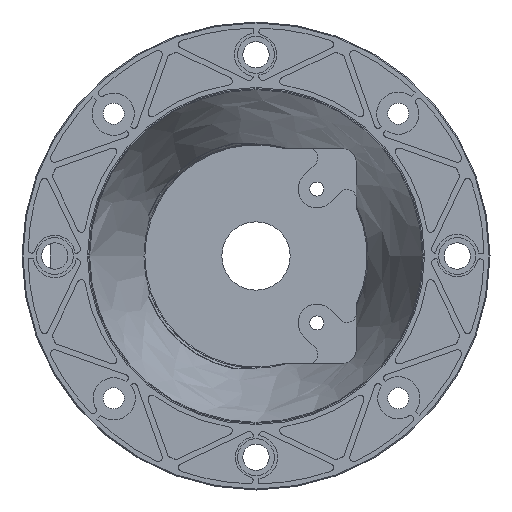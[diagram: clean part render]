
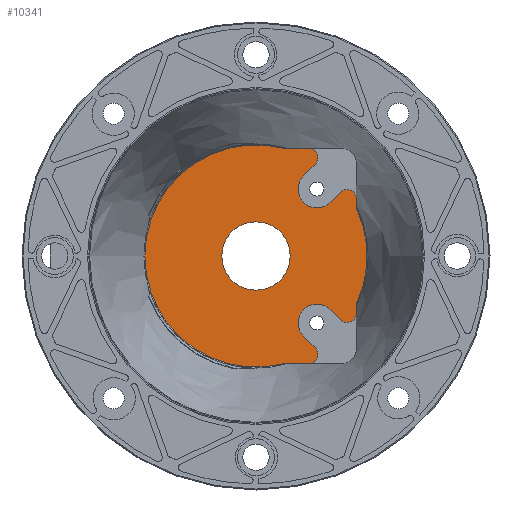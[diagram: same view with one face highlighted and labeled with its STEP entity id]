
A CAD part, left-side view. The second image highlights one B-rep face of the part: STEP entity #10341.
In plain terms, the highlighted planar face has unit normal (-1, 0, 0).
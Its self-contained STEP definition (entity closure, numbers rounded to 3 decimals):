
#2995=CARTESIAN_POINT('',(172.396,217.325,0.));
#2996=VERTEX_POINT('',#2995);
#3004=CARTESIAN_POINT('',(172.396,143.439,-57.573));
#3005=VERTEX_POINT('',#3004);
#3006=CARTESIAN_POINT('',(172.396,157.951,0.));
#3007=DIRECTION('',(1.,0.,0.));
#3008=DIRECTION('',(-0.,1.,0.));
#3009=AXIS2_PLACEMENT_3D('',#3006,#3007,#3008);
#3010=CIRCLE('',#3009,59.374);
#3011=EDGE_CURVE('',#3005,#2996,#3010,.T.);
#3147=CARTESIAN_POINT('',(172.396,143.439,57.573));
#3148=VERTEX_POINT('',#3147);
#3157=CARTESIAN_POINT('',(172.396,157.951,0.));
#3158=DIRECTION('',(1.,0.,0.));
#3159=DIRECTION('',(-0.,1.,0.));
#3160=AXIS2_PLACEMENT_3D('',#3157,#3158,#3159);
#3161=CIRCLE('',#3160,59.374);
#3162=EDGE_CURVE('',#2996,#3148,#3161,.T.);
#3269=CARTESIAN_POINT('',(172.396,104.016,24.825));
#3270=VERTEX_POINT('',#3269);
#3283=CARTESIAN_POINT('',(172.396,104.016,-24.825));
#3284=VERTEX_POINT('',#3283);
#3295=CARTESIAN_POINT('',(172.396,157.951,0.));
#3296=DIRECTION('',(1.,0.,0.));
#3297=DIRECTION('',(-0.,1.,0.));
#3298=AXIS2_PLACEMENT_3D('',#3295,#3296,#3297);
#3299=CIRCLE('',#3298,59.374);
#3300=EDGE_CURVE('',#3270,#3284,#3299,.T.);
#3747=CARTESIAN_POINT('',(172.396,104.451,27.589));
#3748=VERTEX_POINT('',#3747);
#3755=CARTESIAN_POINT('',(172.396,95.451,27.589));
#3756=DIRECTION('',(1.,0.,-0.));
#3757=DIRECTION('',(0.,0.,1.));
#3758=AXIS2_PLACEMENT_3D('',#3755,#3756,#3757);
#3759=CIRCLE('',#3758,9.);
#3760=EDGE_CURVE('',#3270,#3748,#3759,.T.);
#3787=CARTESIAN_POINT('',(172.396,104.451,30.537));
#3788=VERTEX_POINT('',#3787);
#3795=CARTESIAN_POINT('',(172.396,104.451,27.589));
#3796=DIRECTION('',(0.,-0.,1.));
#3797=VECTOR('',#3796,2.948);
#3798=LINE('',#3795,#3797);
#3799=EDGE_CURVE('',#3748,#3788,#3798,.T.);
#3837=CARTESIAN_POINT('',(172.396,142.293,57.5));
#3838=VERTEX_POINT('',#3837);
#3845=CARTESIAN_POINT('',(172.396,129.914,57.5));
#3846=VERTEX_POINT('',#3845);
#3847=CARTESIAN_POINT('',(172.396,129.914,57.5));
#3848=DIRECTION('',(0.,1.,0.));
#3849=VECTOR('',#3848,12.379);
#3850=LINE('',#3847,#3849);
#3851=EDGE_CURVE('',#3846,#3838,#3850,.T.);
#3878=CARTESIAN_POINT('',(172.396,142.293,66.5));
#3879=DIRECTION('',(1.,0.,-0.));
#3880=DIRECTION('',(0.,0.,1.));
#3881=AXIS2_PLACEMENT_3D('',#3878,#3879,#3880);
#3882=CIRCLE('',#3881,9.);
#3883=EDGE_CURVE('',#3838,#3148,#3882,.T.);
#3894=CARTESIAN_POINT('',(172.396,142.293,-57.5));
#3895=VERTEX_POINT('',#3894);
#3902=CARTESIAN_POINT('',(172.396,142.293,-66.5));
#3903=DIRECTION('',(1.,0.,-0.));
#3904=DIRECTION('',(0.,0.,1.));
#3905=AXIS2_PLACEMENT_3D('',#3902,#3903,#3904);
#3906=CIRCLE('',#3905,9.);
#3907=EDGE_CURVE('',#3005,#3895,#3906,.T.);
#3935=CARTESIAN_POINT('',(172.396,129.914,-57.5));
#3936=VERTEX_POINT('',#3935);
#3943=CARTESIAN_POINT('',(172.396,142.293,-57.5));
#3944=DIRECTION('',(0.,-1.,-0.));
#3945=VECTOR('',#3944,12.379);
#3946=LINE('',#3943,#3945);
#3947=EDGE_CURVE('',#3895,#3936,#3946,.T.);
#3984=CARTESIAN_POINT('',(172.396,104.451,-27.589));
#3985=VERTEX_POINT('',#3984);
#3992=CARTESIAN_POINT('',(172.396,104.451,-30.537));
#3993=VERTEX_POINT('',#3992);
#3994=CARTESIAN_POINT('',(172.396,104.451,-30.537));
#3995=DIRECTION('',(0.,0.,1.));
#3996=VECTOR('',#3995,2.948);
#3997=LINE('',#3994,#3996);
#3998=EDGE_CURVE('',#3993,#3985,#3997,.T.);
#4026=CARTESIAN_POINT('',(172.396,95.451,-27.589));
#4027=DIRECTION('',(1.,0.,-0.));
#4028=DIRECTION('',(0.,0.,1.));
#4029=AXIS2_PLACEMENT_3D('',#4026,#4027,#4028);
#4030=CIRCLE('',#4029,9.);
#4031=EDGE_CURVE('',#3985,#3284,#4030,.T.);
#9893=CARTESIAN_POINT('',(172.396,132.522,42.821));
#9894=VERTEX_POINT('',#9893);
#9903=CARTESIAN_POINT('',(172.396,118.38,28.679));
#9904=VERTEX_POINT('',#9903);
#9905=CARTESIAN_POINT('',(172.396,125.451,35.75));
#9906=DIRECTION('',(-1.,0.,0.));
#9907=DIRECTION('',(0.,0.,1.));
#9908=AXIS2_PLACEMENT_3D('',#9905,#9906,#9907);
#9909=CIRCLE('',#9908,10.);
#9910=EDGE_CURVE('',#9894,#9904,#9909,.T.);
#9936=CARTESIAN_POINT('',(172.396,112.987,34.072));
#9937=VERTEX_POINT('',#9936);
#9938=CARTESIAN_POINT('',(172.396,118.38,28.679));
#9939=DIRECTION('',(0.,-0.707,0.707));
#9940=VECTOR('',#9939,7.627);
#9941=LINE('',#9938,#9940);
#9942=EDGE_CURVE('',#9904,#9937,#9941,.T.);
#9966=CARTESIAN_POINT('',(172.396,109.451,30.537));
#9967=DIRECTION('',(1.,0.,-0.));
#9968=DIRECTION('',(0.,0.,1.));
#9969=AXIS2_PLACEMENT_3D('',#9966,#9967,#9968);
#9970=CIRCLE('',#9969,5.);
#9971=EDGE_CURVE('',#9937,#3788,#9970,.T.);
#9991=CARTESIAN_POINT('',(172.396,126.379,48.964));
#9992=VERTEX_POINT('',#9991);
#9993=CARTESIAN_POINT('',(172.396,129.914,52.5));
#9994=DIRECTION('',(1.,0.,-0.));
#9995=DIRECTION('',(0.,0.,1.));
#9996=AXIS2_PLACEMENT_3D('',#9993,#9994,#9995);
#9997=CIRCLE('',#9996,5.);
#9998=EDGE_CURVE('',#3846,#9992,#9997,.T.);
#10030=CARTESIAN_POINT('',(172.396,126.379,48.964));
#10031=DIRECTION('',(0.,0.707,-0.707));
#10032=VECTOR('',#10031,8.688);
#10033=LINE('',#10030,#10032);
#10034=EDGE_CURVE('',#9992,#9894,#10033,.T.);
#10072=CARTESIAN_POINT('',(172.396,132.522,-42.821));
#10073=VERTEX_POINT('',#10072);
#10082=CARTESIAN_POINT('',(172.396,126.379,-48.964));
#10083=VERTEX_POINT('',#10082);
#10084=CARTESIAN_POINT('',(172.396,132.522,-42.821));
#10085=DIRECTION('',(0.,-0.707,-0.707));
#10086=VECTOR('',#10085,8.688);
#10087=LINE('',#10084,#10086);
#10088=EDGE_CURVE('',#10073,#10083,#10087,.T.);
#10112=CARTESIAN_POINT('',(172.396,129.914,-52.5));
#10113=DIRECTION('',(1.,0.,-0.));
#10114=DIRECTION('',(0.,0.,1.));
#10115=AXIS2_PLACEMENT_3D('',#10112,#10113,#10114);
#10116=CIRCLE('',#10115,5.);
#10117=EDGE_CURVE('',#10083,#3936,#10116,.T.);
#10137=CARTESIAN_POINT('',(172.396,112.987,-34.072));
#10138=VERTEX_POINT('',#10137);
#10139=CARTESIAN_POINT('',(172.396,109.451,-30.537));
#10140=DIRECTION('',(1.,0.,-0.));
#10141=DIRECTION('',(0.,0.,1.));
#10142=AXIS2_PLACEMENT_3D('',#10139,#10140,#10141);
#10143=CIRCLE('',#10142,5.);
#10144=EDGE_CURVE('',#3993,#10138,#10143,.T.);
#10170=CARTESIAN_POINT('',(172.396,118.38,-28.679));
#10171=VERTEX_POINT('',#10170);
#10172=CARTESIAN_POINT('',(172.396,112.987,-34.072));
#10173=DIRECTION('',(0.,0.707,0.707));
#10174=VECTOR('',#10173,7.627);
#10175=LINE('',#10172,#10174);
#10176=EDGE_CURVE('',#10138,#10171,#10175,.T.);
#10208=CARTESIAN_POINT('',(172.396,125.451,-35.75));
#10209=DIRECTION('',(-1.,0.,0.));
#10210=DIRECTION('',(0.,0.,1.));
#10211=AXIS2_PLACEMENT_3D('',#10208,#10209,#10210);
#10212=CIRCLE('',#10211,10.);
#10213=EDGE_CURVE('',#10171,#10073,#10212,.T.);
#10302=CARTESIAN_POINT('',(172.396,217.336,-59.385));
#10303=DIRECTION('',(1.,0.,0.));
#10304=DIRECTION('',(0.,0.,1.));
#10305=AXIS2_PLACEMENT_3D('',#10302,#10303,#10304);
#10306=PLANE('',#10305);
#10307=ORIENTED_EDGE('',*,*,#3162,.T.);
#10308=ORIENTED_EDGE('',*,*,#3883,.F.);
#10309=ORIENTED_EDGE('',*,*,#3851,.F.);
#10310=ORIENTED_EDGE('',*,*,#9998,.T.);
#10311=ORIENTED_EDGE('',*,*,#10034,.T.);
#10312=ORIENTED_EDGE('',*,*,#9910,.T.);
#10313=ORIENTED_EDGE('',*,*,#9942,.T.);
#10314=ORIENTED_EDGE('',*,*,#9971,.T.);
#10315=ORIENTED_EDGE('',*,*,#3799,.F.);
#10316=ORIENTED_EDGE('',*,*,#3760,.F.);
#10317=ORIENTED_EDGE('',*,*,#3300,.T.);
#10318=ORIENTED_EDGE('',*,*,#4031,.F.);
#10319=ORIENTED_EDGE('',*,*,#3998,.F.);
#10320=ORIENTED_EDGE('',*,*,#10144,.T.);
#10321=ORIENTED_EDGE('',*,*,#10176,.T.);
#10322=ORIENTED_EDGE('',*,*,#10213,.T.);
#10323=ORIENTED_EDGE('',*,*,#10088,.T.);
#10324=ORIENTED_EDGE('',*,*,#10117,.T.);
#10325=ORIENTED_EDGE('',*,*,#3947,.F.);
#10326=ORIENTED_EDGE('',*,*,#3907,.F.);
#10327=ORIENTED_EDGE('',*,*,#3011,.T.);
#10328=EDGE_LOOP('',(#10307,#10308,#10309,#10310,#10311,#10312,#10313,#10314,#10315,#10316,#10317,#10318,#10319,#10320,#10321,#10322,#10323,#10324,#10325,#10326,#10327));
#10329=FACE_BOUND('',#10328,.F.);
#10330=CARTESIAN_POINT('',(172.396,157.951,18.25));
#10331=VERTEX_POINT('',#10330);
#10332=CARTESIAN_POINT('',(172.396,157.951,0.));
#10333=DIRECTION('',(1.,0.,-0.));
#10334=DIRECTION('',(0.,0.,1.));
#10335=AXIS2_PLACEMENT_3D('',#10332,#10333,#10334);
#10336=CIRCLE('',#10335,18.25);
#10337=EDGE_CURVE('',#10331,#10331,#10336,.T.);
#10338=ORIENTED_EDGE('',*,*,#10337,.F.);
#10339=EDGE_LOOP('',(#10338));
#10340=FACE_BOUND('',#10339,.F.);
#10341=ADVANCED_FACE('',(#10329,#10340),#10306,.F.);
